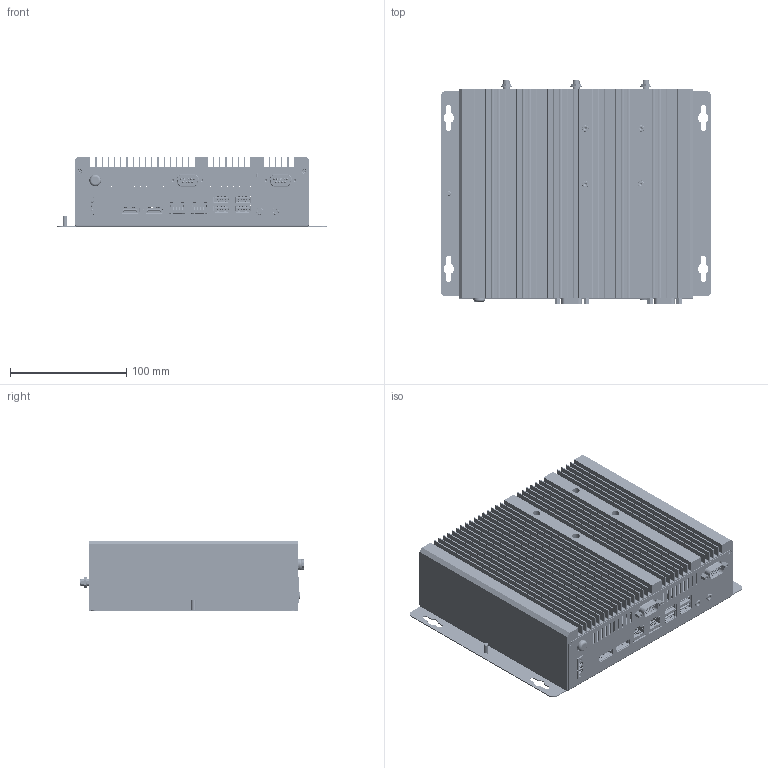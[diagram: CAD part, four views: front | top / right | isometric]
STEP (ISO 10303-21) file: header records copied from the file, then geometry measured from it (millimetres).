
FILE_DESCRIPTION(/* description */ (''),/* implementation_level */ '2;1');
FILE_NAME(/* name */ 'Commercial Line C6.stp',/* time_stamp */ '2019-01-21T15:10:29+01:00',/* author */ ('AM'),/* organization */ (''),/* preprocessor_version */ 'ST-DEVELOPER v17.2',/* originating_system */ 'Autodesk Inventor 2019',/* authorisation */ '');
FILE_SCHEMA (('AUTOMOTIVE_DESIGN { 1 0 10303 214 3 1 1 }'));
Products named in the file (1): Commercial Line C6_Shrinkwrap_1
Bounding box: 233 x 193.6 x 61.1 mm (x, y, z)
Volume: 410458.2 mm3; surface area: 368121.7 mm2
Topology: 14 solids, 14 shells, 9147 faces, 26230 edges, 17195 vertices
Faces by surface type: plane 6308, cylinder 2228, cone 358, sphere 111, bspline 78, torus 64
Full cylindrical faces by diameter (mm): 0.5 x3, 0.625 x3, 0.8 x1, 0.985 x3, 1.05 x18, 1.2 x8, 1.265 x3, 1.275 x9, 2.156 x4, 2.283 x2, 2.325 x3, 2.459 x10, 2.7 x2, 2.845 x4, 3 x8, 3.05 x4, 3.2 x4, 3.242 x4, 3.3 x4, 3.4 x7, 3.6 x2, 3.7 x4, 3.8 x6, 4 x2, 4.1 x3, 4.64 x3, 4.963 x2, 4.995 x8, 5.35 x3, 5.38 x4
Entity records: 321957 total; most frequent: CARTESIAN_POINT 69134, ORIENTED_EDGE 52350, DIRECTION 49457, EDGE_CURVE 26175, LINE 18797, VECTOR 18797, VERTEX_POINT 17195, AXIS2_PLACEMENT_3D 15330
